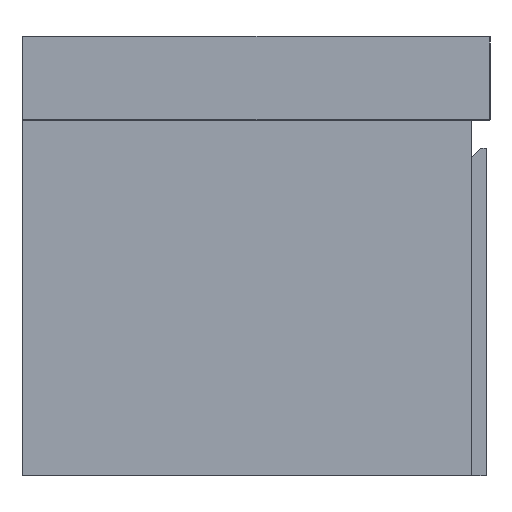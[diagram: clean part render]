
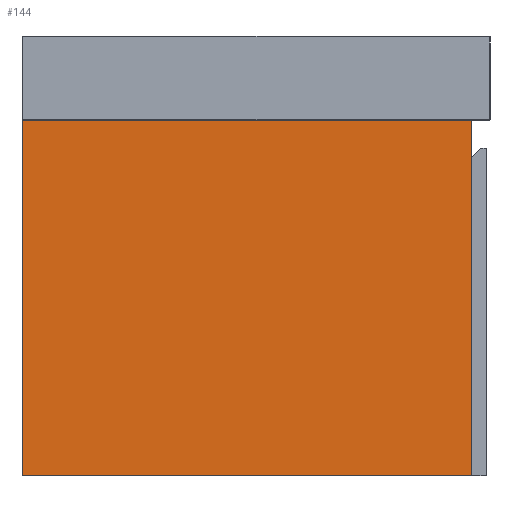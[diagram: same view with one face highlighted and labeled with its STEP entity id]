
A CAD part, left-side view. The second image highlights one B-rep face of the part: STEP entity #144.
In plain terms, the highlighted planar face has unit normal (-1, 0, 0).
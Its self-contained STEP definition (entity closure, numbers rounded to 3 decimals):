
#144=ADVANCED_FACE('',(#195),#766,.T.);
#195=FACE_OUTER_BOUND('',#246,.T.);
#246=EDGE_LOOP('',(#315,#316,#317,#318));
#315=ORIENTED_EDGE('',*,*,#524,.F.);
#316=ORIENTED_EDGE('',*,*,#511,.T.);
#317=ORIENTED_EDGE('',*,*,#522,.T.);
#318=ORIENTED_EDGE('',*,*,#523,.F.);
#511=EDGE_CURVE('',#704,#703,#617,.T.);
#522=EDGE_CURVE('',#703,#711,#628,.T.);
#523=EDGE_CURVE('',#712,#711,#629,.T.);
#524=EDGE_CURVE('',#704,#712,#630,.T.);
#617=B_SPLINE_CURVE_WITH_KNOTS('',1,(#1083,#1084),.UNSPECIFIED.,.F.,.F.,
(2,2),(-380.,0.),.UNSPECIFIED.);
#628=B_SPLINE_CURVE_WITH_KNOTS('',1,(#1105,#1106),.UNSPECIFIED.,.F.,.F.,
(2,2),(-480.,0.),.UNSPECIFIED.);
#629=B_SPLINE_CURVE_WITH_KNOTS('',1,(#1107,#1108),.UNSPECIFIED.,.F.,.F.,
(2,2),(-380.,0.),.UNSPECIFIED.);
#630=B_SPLINE_CURVE_WITH_KNOTS('',1,(#1109,#1110),.UNSPECIFIED.,.F.,.F.,
(2,2),(-480.,0.),.UNSPECIFIED.);
#703=VERTEX_POINT('',#1063);
#704=VERTEX_POINT('',#1064);
#711=VERTEX_POINT('',#1071);
#712=VERTEX_POINT('',#1072);
#766=PLANE('',#923);
#923=AXIS2_PLACEMENT_3D('',#1052,#985,$);
#985=DIRECTION('',(-1.,0.,0.));
#1052=CARTESIAN_POINT('',(-594.,-228.,528.));
#1063=CARTESIAN_POINT('',(-594.,190.,480.));
#1064=CARTESIAN_POINT('',(-594.,-190.,480.));
#1071=CARTESIAN_POINT('',(-594.,190.,0.));
#1072=CARTESIAN_POINT('',(-594.,-190.,0.));
#1083=CARTESIAN_POINT('',(-594.,-190.,480.));
#1084=CARTESIAN_POINT('',(-594.,190.,480.));
#1105=CARTESIAN_POINT('',(-594.,190.,480.));
#1106=CARTESIAN_POINT('',(-594.,190.,0.));
#1107=CARTESIAN_POINT('',(-594.,-190.,0.));
#1108=CARTESIAN_POINT('',(-594.,190.,0.));
#1109=CARTESIAN_POINT('',(-594.,-190.,480.));
#1110=CARTESIAN_POINT('',(-594.,-190.,0.));
